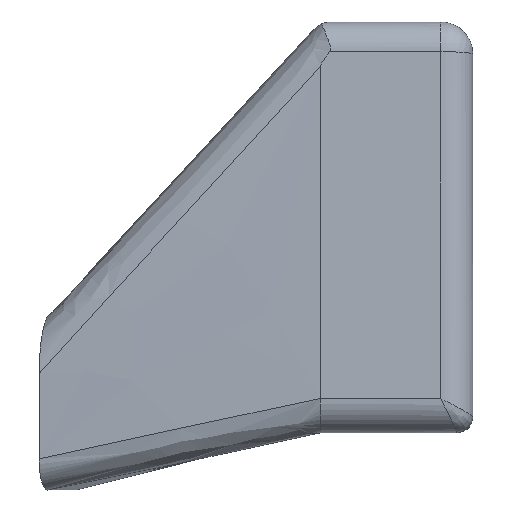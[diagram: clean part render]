
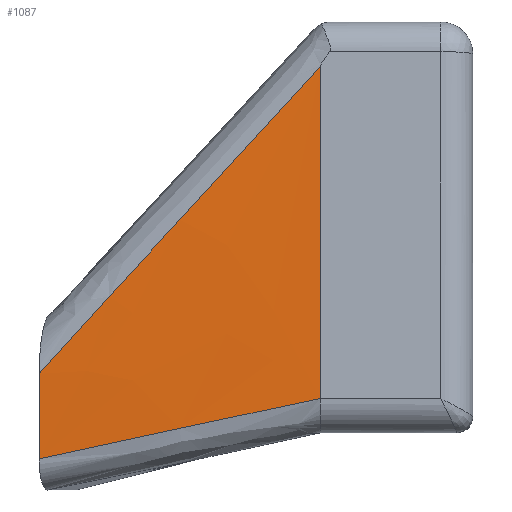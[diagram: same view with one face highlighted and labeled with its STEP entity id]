
A CAD part, left-side view. The second image highlights one B-rep face of the part: STEP entity #1087.
In plain terms, the highlighted free-form (B-spline) face has degree [3, 3] with [4, 4] control points.
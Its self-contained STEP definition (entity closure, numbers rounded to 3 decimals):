
#52=B_SPLINE_SURFACE_WITH_KNOTS('',3,3,((#2417,#2418,#2419,#2420),(#2421,
#2422,#2423,#2424),(#2425,#2426,#2427,#2428),(#2429,#2430,#2431,#2432)),
 .UNSPECIFIED.,.F.,.F.,.F.,(4,4),(4,4),(0.091,0.887),
(0.,1.),.UNSPECIFIED.);
#108=B_SPLINE_CURVE_WITH_KNOTS('',3,(#2253,#2254,#2255,#2256),
 .UNSPECIFIED.,.F.,.F.,(4,4),(-0.055,1.742),
 .UNSPECIFIED.);
#115=B_SPLINE_CURVE_WITH_KNOTS('',3,(#2369,#2370,#2371,#2372,#2373),
 .UNSPECIFIED.,.F.,.F.,(4,1,4),(-2.594,-0.994,0.),
 .UNSPECIFIED.);
#198=FACE_OUTER_BOUND('',#262,.T.);
#262=EDGE_LOOP('',(#919,#920,#921,#922));
#329=LINE('',#1537,#395);
#345=LINE('',#2416,#411);
#395=VECTOR('',#1254,10.);
#411=VECTOR('',#1322,10.);
#447=VERTEX_POINT('',#1486);
#448=VERTEX_POINT('',#1536);
#474=VERTEX_POINT('',#1899);
#500=VERTEX_POINT('',#2368);
#571=EDGE_CURVE('',#447,#448,#329,.T.);
#637=EDGE_CURVE('',#474,#447,#108,.T.);
#646=EDGE_CURVE('',#448,#500,#115,.T.);
#651=EDGE_CURVE('',#500,#474,#345,.T.);
#919=ORIENTED_EDGE('',*,*,#637,.F.);
#920=ORIENTED_EDGE('',*,*,#651,.F.);
#921=ORIENTED_EDGE('',*,*,#646,.F.);
#922=ORIENTED_EDGE('',*,*,#571,.F.);
#1087=ADVANCED_FACE('',(#198),#52,.T.);
#1254=DIRECTION('',(0.,0.,1.));
#1322=DIRECTION('',(-0.073,0.,-0.997));
#1486=CARTESIAN_POINT('',(-107.886,31.03,-22.655));
#1536=CARTESIAN_POINT('',(-107.886,31.03,-17.356));
#1537=CARTESIAN_POINT('',(-107.886,31.03,-24.6));
#1899=CARTESIAN_POINT('',(-108.494,13.5,-18.898));
#2253=CARTESIAN_POINT('Ctrl Pts',(-108.488,13.516,-18.826));
#2254=CARTESIAN_POINT('Ctrl Pts',(-108.27,19.347,-20.164));
#2255=CARTESIAN_POINT('Ctrl Pts',(-108.032,25.214,-21.366));
#2256=CARTESIAN_POINT('Ctrl Pts',(-107.886,31.03,-22.655));
#2368=CARTESIAN_POINT('',(-106.971,13.5,1.799));
#2369=CARTESIAN_POINT('Ctrl Pts',(-107.886,31.03,-17.356));
#2370=CARTESIAN_POINT('Ctrl Pts',(-107.786,27.438,-13.373));
#2371=CARTESIAN_POINT('Ctrl Pts',(-107.459,21.582,-7.013));
#2372=CARTESIAN_POINT('Ctrl Pts',(-107.109,15.735,-0.645));
#2373=CARTESIAN_POINT('Ctrl Pts',(-106.97,13.5,1.799));
#2416=CARTESIAN_POINT('',(-107.623,13.5,-7.058));
#2417=CARTESIAN_POINT('Ctrl Pts',(-108.494,13.5,-18.898));
#2418=CARTESIAN_POINT('Ctrl Pts',(-108.292,19.343,-20.466));
#2419=CARTESIAN_POINT('Ctrl Pts',(-108.089,25.187,-22.035));
#2420=CARTESIAN_POINT('Ctrl Pts',(-107.886,31.03,-23.603));
#2421=CARTESIAN_POINT('Ctrl Pts',(-107.986,13.5,-11.999));
#2422=CARTESIAN_POINT('Ctrl Pts',(-107.953,19.343,-14.903));
#2423=CARTESIAN_POINT('Ctrl Pts',(-107.919,25.187,-17.808));
#2424=CARTESIAN_POINT('Ctrl Pts',(-107.886,31.03,-20.712));
#2425=CARTESIAN_POINT('Ctrl Pts',(-107.478,13.5,-5.1));
#2426=CARTESIAN_POINT('Ctrl Pts',(-107.614,19.343,-9.34));
#2427=CARTESIAN_POINT('Ctrl Pts',(-107.75,25.187,-13.581));
#2428=CARTESIAN_POINT('Ctrl Pts',(-107.886,31.03,-17.822));
#2429=CARTESIAN_POINT('Ctrl Pts',(-106.971,13.5,1.799));
#2430=CARTESIAN_POINT('Ctrl Pts',(-107.276,19.343,-3.777));
#2431=CARTESIAN_POINT('Ctrl Pts',(-107.581,25.187,-9.354));
#2432=CARTESIAN_POINT('Ctrl Pts',(-107.886,31.03,-14.931));
